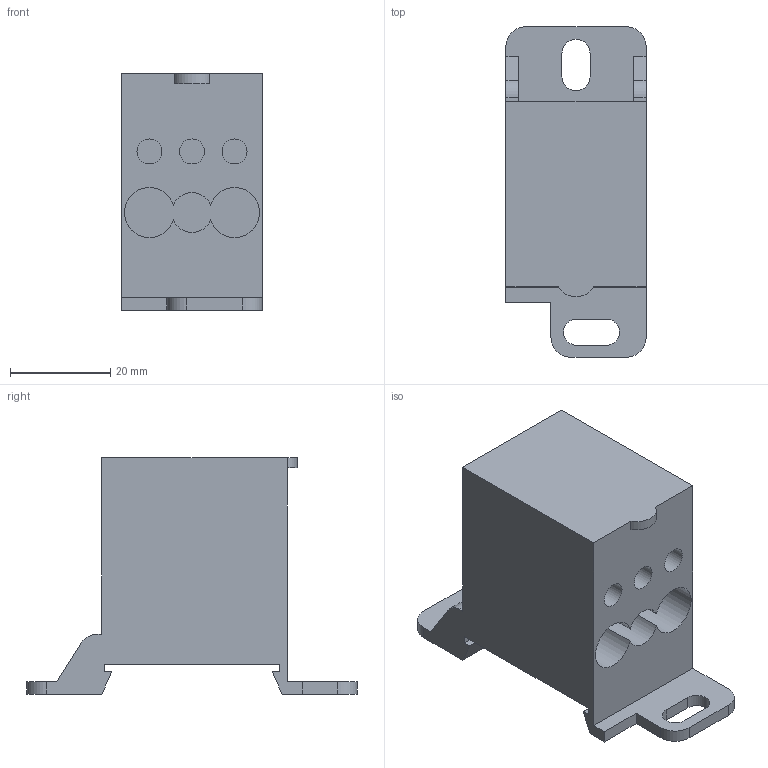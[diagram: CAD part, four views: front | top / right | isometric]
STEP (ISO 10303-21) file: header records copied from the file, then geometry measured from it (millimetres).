
FILE_DESCRIPTION (( 'STEP AP203' ), '1' );
FILE_NAME ('RBD-80 Ðàñïðåäåëèòåëüíûé áëîê íà DIN-ðåéêó ÐÁÄ-80À.STEP', '2016-09-16T11:47:56', ( '' ), ( '' ), 'SwSTEP 2.0', 'SolidWorks 2014', '' );
FILE_SCHEMA (( 'CONFIG_CONTROL_DESIGN' ));
Length unit declared in the file: millimetre
Products named in the file (1): RBD-80 Ðàñïðåäåëèòåëüíûé áëîê íà DIN-ðåéêó ÐÁÄ-80À
Bounding box: 28 x 66 x 47.2 mm (x, y, z)
Volume: 40239.4 mm3; surface area: 11886.1 mm2
Topology: 1 solids, 1 shells, 58 faces, 153 edges, 102 vertices
Faces by surface type: plane 36, cylinder 22
Full cylindrical faces by diameter (mm): 5 x3
Entity records: 1871 total; most frequent: DIRECTION 312, CARTESIAN_POINT 311, ORIENTED_EDGE 300, EDGE_CURVE 150, LINE 106, VECTOR 106, AXIS2_PLACEMENT_3D 103, VERTEX_POINT 102
